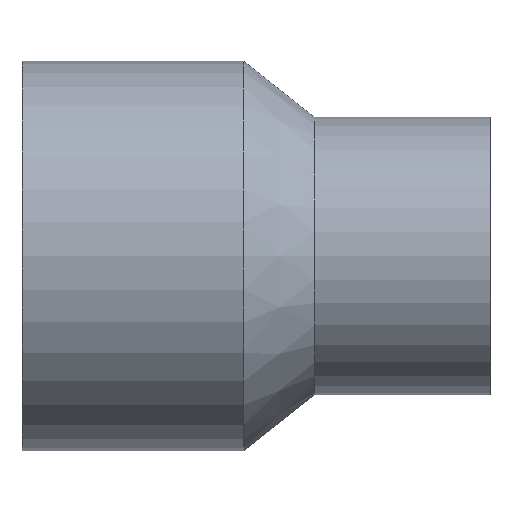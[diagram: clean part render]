
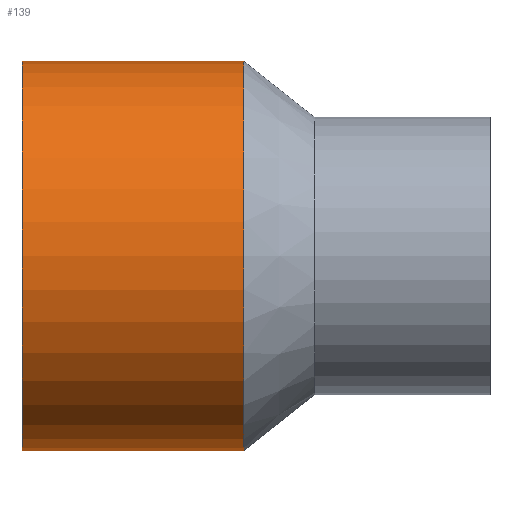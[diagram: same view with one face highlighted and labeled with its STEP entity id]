
A CAD part, top view. The second image highlights one B-rep face of the part: STEP entity #139.
In plain terms, the highlighted cylindrical face has radius 112.5 mm (diameter 225 mm), a partial arc.
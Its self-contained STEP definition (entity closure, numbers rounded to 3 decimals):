
#121 = EDGE_CURVE( '', #125, #143, #263, .T. );
#125 = VERTEX_POINT( '', #268 );
#133 = EDGE_CURVE( '', #175, #165, #278, .T. );
#139 = ADVANCED_FACE( '', ( #284 ), #285, .T. );
#143 = VERTEX_POINT( '', #289 );
#165 = VERTEX_POINT( '', #314 );
#173 = EDGE_CURVE( '', #165, #125, #323, .T. );
#175 = VERTEX_POINT( '', #325 );
#189 = EDGE_CURVE( '', #175, #143, #339, .T. );
#263 = LINE( '', #418, #419 );
#268 = CARTESIAN_POINT( '', ( 128., 112.5, 0. ) );
#278 = LINE( '', #436, #437 );
#284 = FACE_OUTER_BOUND( '', #444, .T. );
#285 = CYLINDRICAL_SURFACE( '', #445, 112.5 );
#289 = CARTESIAN_POINT( '', ( 0., 112.5, 0. ) );
#314 = CARTESIAN_POINT( '', ( 128., -112.5, 0. ) );
#323 = CIRCLE( '', #493, 112.5 );
#325 = CARTESIAN_POINT( '', ( 0., -112.5, 0. ) );
#339 = CIRCLE( '', #515, 112.5 );
#418 = CARTESIAN_POINT( '', ( 64., 112.5, 0. ) );
#419 = VECTOR( '', #600, 1. );
#436 = CARTESIAN_POINT( '', ( 64., -112.5, 0. ) );
#437 = VECTOR( '', #628, 1. );
#444 = EDGE_LOOP( '', ( #632, #633, #634, #635 ) );
#445 = AXIS2_PLACEMENT_3D( '', #636, #637, #638 );
#493 = AXIS2_PLACEMENT_3D( '', #683, #684, #685 );
#515 = AXIS2_PLACEMENT_3D( '', #696, #697, #698 );
#600 = DIRECTION( '', ( -1., 0., 0. ) );
#628 = DIRECTION( '', ( 1., 0., 0. ) );
#632 = ORIENTED_EDGE( '', *, *, #121, .T. );
#633 = ORIENTED_EDGE( '', *, *, #189, .F. );
#634 = ORIENTED_EDGE( '', *, *, #133, .T. );
#635 = ORIENTED_EDGE( '', *, *, #173, .T. );
#636 = CARTESIAN_POINT( '', ( 64., 0., 0. ) );
#637 = DIRECTION( '', ( 1., 0., 0. ) );
#638 = DIRECTION( '', ( 0., 1., 0. ) );
#683 = CARTESIAN_POINT( '', ( 128., 0., 0. ) );
#684 = DIRECTION( '', ( -1., 0., 0. ) );
#685 = DIRECTION( '', ( 0., 1., 0. ) );
#696 = CARTESIAN_POINT( '', ( 0., 0., 0. ) );
#697 = DIRECTION( '', ( -1., 0., 0. ) );
#698 = DIRECTION( '', ( 0., 1., 0. ) );
